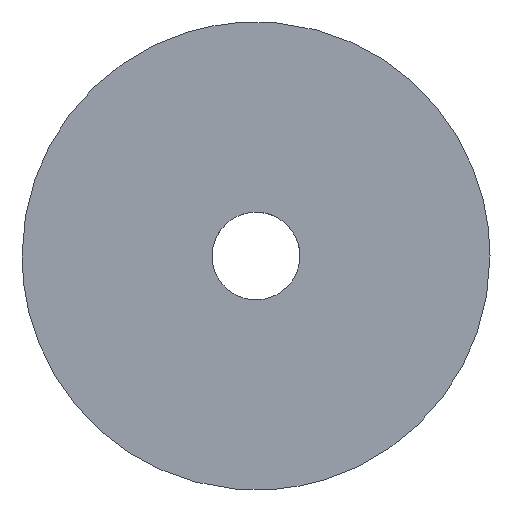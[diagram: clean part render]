
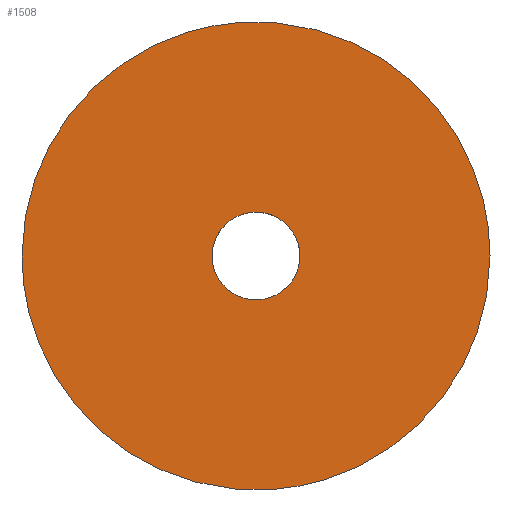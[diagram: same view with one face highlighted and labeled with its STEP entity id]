
A CAD part, top view. The second image highlights one B-rep face of the part: STEP entity #1508.
In plain terms, the highlighted free-form (B-spline) face has degree [1, 1] with [2, 2] control points.
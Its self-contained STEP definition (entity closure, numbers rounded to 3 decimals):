
#549=CARTESIAN_POINT('',(0.092,-1.497,9.0));
#550=VERTEX_POINT('',#549);
#556=CARTESIAN_POINT('',(1.5,0.0,9.0));
#557=VERTEX_POINT('',#556);
#558=CARTESIAN_POINT('',(1.5,0.0,9.0));
#559=CARTESIAN_POINT('',(1.5,-1.411,9.));
#560=CARTESIAN_POINT('',(0.092,-1.497,9.0));
#568=(BOUNDED_CURVE()B_SPLINE_CURVE(2,(#558,#559,#560),.UNSPECIFIED.,.F.,.U.)B_SPLINE_CURVE_WITH_KNOTS((3,3),(0.5,0.739),.UNSPECIFIED.)CURVE()GEOMETRIC_REPRESENTATION_ITEM()RATIONAL_B_SPLINE_CURVE((1.0,0.72,0.976))REPRESENTATION_ITEM(''));
#569=EDGE_CURVE('',#557,#550,#568,.T.);
#571=CARTESIAN_POINT('',(-0.177,1.49,9.0));
#572=VERTEX_POINT('',#571);
#573=CARTESIAN_POINT('',(-0.177,1.49,9.0));
#574=CARTESIAN_POINT('',(-0.089,1.5,9.0));
#575=CARTESIAN_POINT('',(0.0,1.5,9.0));
#576=CARTESIAN_POINT('',(1.5,1.5,9.));
#577=CARTESIAN_POINT('',(1.5,0.0,9.0));
#585=(BOUNDED_CURVE()B_SPLINE_CURVE(2,(#573,#574,#575,#576,#577),.UNSPECIFIED.,.F.,.U.)B_SPLINE_CURVE_WITH_KNOTS((3,2,3),(0.23,0.25,0.5),.UNSPECIFIED.)CURVE()GEOMETRIC_REPRESENTATION_ITEM()RATIONAL_B_SPLINE_CURVE((0.956,0.976,1.0,0.707,1.0))REPRESENTATION_ITEM(''));
#586=EDGE_CURVE('',#572,#557,#585,.T.);
#630=CARTESIAN_POINT('',(-1.5,0.0,9.0));
#631=VERTEX_POINT('',#630);
#632=CARTESIAN_POINT('',(-1.5,0.0,9.0));
#633=CARTESIAN_POINT('',(-1.5,1.332,9.0));
#634=CARTESIAN_POINT('',(-0.177,1.49,9.0));
#642=(BOUNDED_CURVE()B_SPLINE_CURVE(2,(#632,#633,#634),.UNSPECIFIED.,.F.,.U.)B_SPLINE_CURVE_WITH_KNOTS((3,3),(0.0,0.23),.UNSPECIFIED.)CURVE()GEOMETRIC_REPRESENTATION_ITEM()RATIONAL_B_SPLINE_CURVE((1.0,0.731,0.956))REPRESENTATION_ITEM(''));
#643=EDGE_CURVE('',#631,#572,#642,.T.);
#645=CARTESIAN_POINT('',(0.092,-1.497,9.0));
#646=CARTESIAN_POINT('',(0.046,-1.5,9.));
#647=CARTESIAN_POINT('',(0.0,-1.5,9.0));
#648=CARTESIAN_POINT('',(-1.5,-1.5,9.));
#649=CARTESIAN_POINT('',(-1.5,0.0,9.0));
#657=(BOUNDED_CURVE()B_SPLINE_CURVE(2,(#645,#646,#647,#648,#649),.UNSPECIFIED.,.F.,.U.)B_SPLINE_CURVE_WITH_KNOTS((3,2,3),(0.739,0.75,1.0),.UNSPECIFIED.)CURVE()GEOMETRIC_REPRESENTATION_ITEM()RATIONAL_B_SPLINE_CURVE((0.976,0.988,1.0,0.707,1.0))REPRESENTATION_ITEM(''));
#658=EDGE_CURVE('',#550,#631,#657,.T.);
#1289=CARTESIAN_POINT('',(0.628,-7.975,9.));
#1290=VERTEX_POINT('',#1289);
#1296=CARTESIAN_POINT('',(-8.0,0.0,9.0));
#1297=VERTEX_POINT('',#1296);
#1298=CARTESIAN_POINT('',(0.628,-7.975,9.));
#1299=CARTESIAN_POINT('',(0.314,-8.,9.));
#1300=CARTESIAN_POINT('',(0.,-8.,9.));
#1301=CARTESIAN_POINT('',(-8.,-8.,9.));
#1302=CARTESIAN_POINT('',(-8.0,0.0,9.0));
#1310=(BOUNDED_CURVE()B_SPLINE_CURVE(2,(#1298,#1299,#1300,#1301,#1302),.UNSPECIFIED.,.F.,.U.)B_SPLINE_CURVE_WITH_KNOTS((3,2,3),(0.736,0.75,1.0),.UNSPECIFIED.)CURVE()GEOMETRIC_REPRESENTATION_ITEM()RATIONAL_B_SPLINE_CURVE((0.97,0.984,1.0,0.707,1.0))REPRESENTATION_ITEM(''));
#1311=EDGE_CURVE('',#1290,#1297,#1310,.T.);
#1313=CARTESIAN_POINT('',(-0.628,7.975,9.));
#1314=VERTEX_POINT('',#1313);
#1315=CARTESIAN_POINT('',(-8.0,0.0,9.0));
#1316=CARTESIAN_POINT('',(-8.,7.395,9.));
#1317=CARTESIAN_POINT('',(-0.628,7.975,9.));
#1325=(BOUNDED_CURVE()B_SPLINE_CURVE(2,(#1315,#1316,#1317),.UNSPECIFIED.,.F.,.U.)B_SPLINE_CURVE_WITH_KNOTS((3,3),(0.0,0.236),.UNSPECIFIED.)CURVE()GEOMETRIC_REPRESENTATION_ITEM()RATIONAL_B_SPLINE_CURVE((1.0,0.723,0.97))REPRESENTATION_ITEM(''));
#1326=EDGE_CURVE('',#1297,#1314,#1325,.T.);
#1372=CARTESIAN_POINT('',(8.0,0.0,9.0));
#1373=VERTEX_POINT('',#1372);
#1374=CARTESIAN_POINT('',(-0.628,7.975,9.));
#1375=CARTESIAN_POINT('',(-0.314,8.,9.));
#1376=CARTESIAN_POINT('',(0.,8.,9.));
#1377=CARTESIAN_POINT('',(8.,8.,9.));
#1378=CARTESIAN_POINT('',(8.0,0.0,9.0));
#1386=(BOUNDED_CURVE()B_SPLINE_CURVE(2,(#1374,#1375,#1376,#1377,#1378),.UNSPECIFIED.,.F.,.U.)B_SPLINE_CURVE_WITH_KNOTS((3,2,3),(0.236,0.25,0.5),.UNSPECIFIED.)CURVE()GEOMETRIC_REPRESENTATION_ITEM()RATIONAL_B_SPLINE_CURVE((0.97,0.984,1.0,0.707,1.0))REPRESENTATION_ITEM(''));
#1387=EDGE_CURVE('',#1314,#1373,#1386,.T.);
#1389=CARTESIAN_POINT('',(8.0,0.0,9.0));
#1390=CARTESIAN_POINT('',(8.,-7.395,9.));
#1391=CARTESIAN_POINT('',(0.628,-7.975,9.));
#1399=(BOUNDED_CURVE()B_SPLINE_CURVE(2,(#1389,#1390,#1391),.UNSPECIFIED.,.F.,.U.)B_SPLINE_CURVE_WITH_KNOTS((3,3),(0.5,0.736),.UNSPECIFIED.)CURVE()GEOMETRIC_REPRESENTATION_ITEM()RATIONAL_B_SPLINE_CURVE((1.0,0.723,0.97))REPRESENTATION_ITEM(''));
#1400=EDGE_CURVE('',#1373,#1290,#1399,.T.);
#1491=CARTESIAN_POINT('',(8.799,-8.797,9.0));
#1492=CARTESIAN_POINT('',(-8.799,-8.797,9.0));
#1493=CARTESIAN_POINT('',(8.799,8.797,9.0));
#1494=CARTESIAN_POINT('',(-8.799,8.797,9.0));
#1495=B_SPLINE_SURFACE_WITH_KNOTS('',1,1,((#1491,#1493),(#1492,#1494)),.UNSPECIFIED.,.F.,.F.,.U.,(2,2),(2,2),(0.0,17.598),(0.0,17.594),.UNSPECIFIED.);
#1496=ORIENTED_EDGE('',*,*,#1311,.F.);
#1497=ORIENTED_EDGE('',*,*,#1400,.F.);
#1498=ORIENTED_EDGE('',*,*,#1387,.F.);
#1499=ORIENTED_EDGE('',*,*,#1326,.F.);
#1500=EDGE_LOOP('',(#1496,#1497,#1498,#1499));
#1501=FACE_OUTER_BOUND('',#1500,.T.);
#1502=ORIENTED_EDGE('',*,*,#569,.T.);
#1503=ORIENTED_EDGE('',*,*,#658,.T.);
#1504=ORIENTED_EDGE('',*,*,#643,.T.);
#1505=ORIENTED_EDGE('',*,*,#586,.T.);
#1506=EDGE_LOOP('',(#1502,#1503,#1504,#1505));
#1507=FACE_BOUND('',#1506,.T.);
#1508=ADVANCED_FACE('',(#1501,#1507),#1495,.F.);
